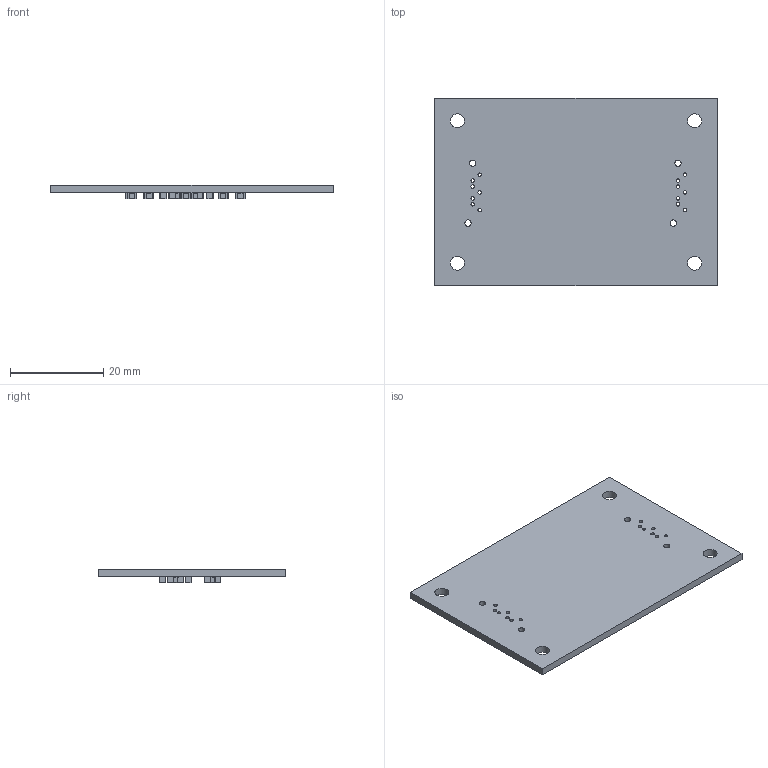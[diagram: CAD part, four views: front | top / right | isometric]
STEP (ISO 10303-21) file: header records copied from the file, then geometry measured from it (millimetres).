
FILE_DESCRIPTION(('KiCad electronic assembly'),'2;1');
FILE_NAME('BP02.step','2023-07-05T12:37:01',('Pcbnew'),('Kicad'), 'Open CASCADE STEP processor 7.5','KiCad to STEP converter','Unknown' );
FILE_SCHEMA(('AUTOMOTIVE_DESIGN { 1 0 10303 214 1 1 1 1 }'));
Length unit declared in the file: millimetre
Products named in the file (6): BP02 1; L_0805_2012Metric; SOLID; C_0805_2012Metric; tmpprhqt54d PCB
Assembly tree (35 placements, depth 3):
  BP02 1
    L_0805_2012Metric  x19
      SOLID
    C_0805_2012Metric  x13
      SOLID
    tmpprhqt54d PCB
Bounding box: 60.45 x 40.13 x 2.9 mm (x, y, z)
Volume: 3910.1 mm3; surface area: 5649.1 mm2
Topology: 33 solids, 33 shells, 924 faces, 2382 edges, 1588 vertices
Faces by surface type: plane 518, cylinder 406
Full cylindrical faces by diameter (mm): 0.74 x14, 1.35 x4, 3 x4
Entity records: 6568 total; most frequent: CARTESIAN_POINT 1342, DIRECTION 930, LINE 482, VECTOR 482, ORIENTED_EDGE 444, PCURVE 444, DEFINITIONAL_REPRESENTATION 444, EDGE_CURVE 222
